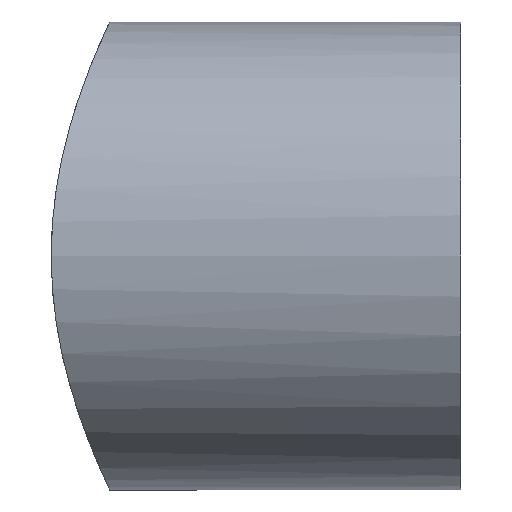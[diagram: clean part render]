
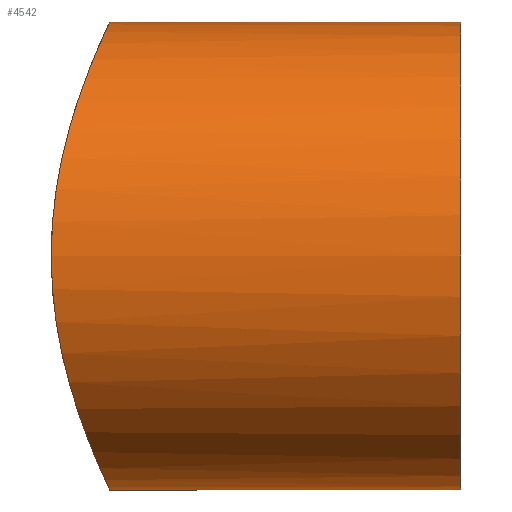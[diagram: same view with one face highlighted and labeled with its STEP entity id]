
A CAD part, left-side view. The second image highlights one B-rep face of the part: STEP entity #4542.
In plain terms, the highlighted cylindrical face has radius 10 mm (diameter 20 mm), a partial arc.
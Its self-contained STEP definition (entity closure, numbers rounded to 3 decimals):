
#49 = DIRECTION ( 'NONE',  ( 0., -1., 0. ) ) ;
#74 = CARTESIAN_POINT ( 'NONE',  ( 0., 36.2, -10. ) ) ;
#443 = EDGE_CURVE ( 'NONE', #9220, #6473, #7769, .T. ) ;
#585 = CARTESIAN_POINT ( 'NONE',  ( -9.984, 17.498, -0.653 ) ) ;
#670 = CARTESIAN_POINT ( 'NONE',  ( -0.331, 15., 10. ) ) ;
#684 = CARTESIAN_POINT ( 'NONE',  ( 0., 36.2, 0. ) ) ;
#704 = CARTESIAN_POINT ( 'NONE',  ( -9.917, 17.462, 1.329 ) ) ;
#748 = CARTESIAN_POINT ( 'NONE',  ( -4.465, 15.474, 8.954 ) ) ;
#1196 = EDGE_CURVE ( 'NONE', #1789, #6473, #8884, .T. ) ;
#1324 = B_SPLINE_CURVE_WITH_KNOTS ( 'NONE', 3,
 ( #3356, #670, #7022, #9616, #9652, #6034, #8721, #11515, #748, #10537, #11550, #1584, #6983, #6076, #6151, #3280, #7778, #2506, #8788, #10645, #9738, #4222, #7856, #4181, #704, #10491, #5152, #585, #6941, #10609, #4263, #9702, #11470, #8753, #3428, #7818, #2466, #4346, #1507, #7060, #2398, #1615, #2430, #11429, #5192, #4307, #6113, #7889, #3392 ),
 .UNSPECIFIED., .F., .F.,
 ( 4, 2, 2, 2, 2, 2, 2, 2, 2, 2, 2, 2, 2, 1, 2, 2, 2, 2, 2, 2, 2, 2, 2, 2, 4 ),
 ( 0.032, 0.033, 0.034, 0.036, 0.037, 0.038, 0.039, 0.04, 0.042, 0.043, 0.044, 0.046, 0.047, 0.048, 0.049, 0.05, 0.052, 0.053, 0.054, 0.056, 0.057, 0.058, 0.059, 0.061, 0.063 ),
 .UNSPECIFIED. ) ;
#1507 = CARTESIAN_POINT ( 'NONE',  ( -6.618, 16.053, -7.525 ) ) ;
#1524 = ORIENTED_EDGE ( 'NONE', *, *, #443, .F. ) ;
#1584 = CARTESIAN_POINT ( 'NONE',  ( -5.852, 15.822, 8.116 ) ) ;
#1615 = CARTESIAN_POINT ( 'NONE',  ( -5.041, 15.606, -8.643 ) ) ;
#1789 = VERTEX_POINT ( 'NONE', #5093 ) ;
#2398 = CARTESIAN_POINT ( 'NONE',  ( -5.318, 15.676, -8.475 ) ) ;
#2430 = CARTESIAN_POINT ( 'NONE',  ( -4.466, 15.474, -8.953 ) ) ;
#2466 = CARTESIAN_POINT ( 'NONE',  ( -7.945, 16.541, -6.107 ) ) ;
#2506 = CARTESIAN_POINT ( 'NONE',  ( -8.482, 16.77, 5.306 ) ) ;
#3280 = CARTESIAN_POINT ( 'NONE',  ( -7.535, 16.378, 6.606 ) ) ;
#3288 = CARTESIAN_POINT ( 'NONE',  ( 0., 0., 10. ) ) ;
#3356 = CARTESIAN_POINT ( 'NONE',  ( 0., 15., 10. ) ) ;
#3392 = CARTESIAN_POINT ( 'NONE',  ( 0., 15., -10. ) ) ;
#3428 = CARTESIAN_POINT ( 'NONE',  ( -8.652, 16.845, -5.026 ) ) ;
#3913 = DIRECTION ( 'NONE',  ( 0., 0., 1. ) ) ;
#3945 = EDGE_LOOP ( 'NONE', ( #1524, #4741, #6916, #7695 ) ) ;
#4181 = CARTESIAN_POINT ( 'NONE',  ( -9.867, 17.436, 1.661 ) ) ;
#4222 = CARTESIAN_POINT ( 'NONE',  ( -9.477, 17.234, 3.258 ) ) ;
#4263 = CARTESIAN_POINT ( 'NONE',  ( -9.673, 17.335, -2.622 ) ) ;
#4278 = LINE ( 'NONE', #74, #5415 ) ;
#4307 = CARTESIAN_POINT ( 'NONE',  ( -2.636, 15.155, -9.669 ) ) ;
#4346 = CARTESIAN_POINT ( 'NONE',  ( -7.535, 16.378, -6.606 ) ) ;
#4450 = CARTESIAN_POINT ( 'NONE',  ( 0., 36.2, 10. ) ) ;
#4542 = ADVANCED_FACE ( 'NONE', ( #6758 ), #4895, .T. ) ;
#4741 = ORIENTED_EDGE ( 'NONE', *, *, #5914, .T. ) ;
#4895 = CYLINDRICAL_SURFACE ( 'NONE', #10684, 10. ) ;
#5093 = CARTESIAN_POINT ( 'NONE',  ( 0., 0., -10. ) ) ;
#5152 = CARTESIAN_POINT ( 'NONE',  ( -10.016, 17.515, 0.008 ) ) ;
#5192 = CARTESIAN_POINT ( 'NONE',  ( -3.261, 15.243, -9.476 ) ) ;
#5415 = VECTOR ( 'NONE', #11710, 1000. ) ;
#5729 = CARTESIAN_POINT ( 'NONE',  ( 0., 0., 0. ) ) ;
#5914 = EDGE_CURVE ( 'NONE', #9220, #10197, #1324, .T. ) ;
#6034 = CARTESIAN_POINT ( 'NONE',  ( -2.629, 15.154, 9.671 ) ) ;
#6076 = CARTESIAN_POINT ( 'NONE',  ( -6.611, 16.055, 7.51 ) ) ;
#6113 = CARTESIAN_POINT ( 'NONE',  ( -1.344, 15.033, -9.931 ) ) ;
#6151 = CARTESIAN_POINT ( 'NONE',  ( -6.852, 16.136, 7.291 ) ) ;
#6473 = VERTEX_POINT ( 'NONE', #3288 ) ;
#6479 = CARTESIAN_POINT ( 'NONE',  ( 0., 15., -10. ) ) ;
#6650 = DIRECTION ( 'NONE',  ( 0., 1., 0. ) ) ;
#6758 = FACE_OUTER_BOUND ( 'NONE', #3945, .T. ) ;
#6916 = ORIENTED_EDGE ( 'NONE', *, *, #9146, .T. ) ;
#6941 = CARTESIAN_POINT ( 'NONE',  ( -9.919, 17.464, -1.312 ) ) ;
#6983 = CARTESIAN_POINT ( 'NONE',  ( -6.111, 15.898, 7.922 ) ) ;
#7022 = CARTESIAN_POINT ( 'NONE',  ( -0.662, 15.008, 9.984 ) ) ;
#7060 = CARTESIAN_POINT ( 'NONE',  ( -6.121, 15.895, -7.934 ) ) ;
#7402 = CARTESIAN_POINT ( 'NONE',  ( 0., 15., 10. ) ) ;
#7695 = ORIENTED_EDGE ( 'NONE', *, *, #1196, .T. ) ;
#7769 = LINE ( 'NONE', #4450, #8468 ) ;
#7778 = CARTESIAN_POINT ( 'NONE',  ( -7.943, 16.54, 6.11 ) ) ;
#7818 = CARTESIAN_POINT ( 'NONE',  ( -8.484, 16.771, -5.303 ) ) ;
#7856 = CARTESIAN_POINT ( 'NONE',  ( -9.669, 17.333, 2.635 ) ) ;
#7889 = CARTESIAN_POINT ( 'NONE',  ( -0.671, 15., -10. ) ) ;
#8468 = VECTOR ( 'NONE', #49, 1000. ) ;
#8721 = CARTESIAN_POINT ( 'NONE',  ( -3.257, 15.243, 9.478 ) ) ;
#8753 = CARTESIAN_POINT ( 'NONE',  ( -8.961, 16.986, -4.451 ) ) ;
#8788 = CARTESIAN_POINT ( 'NONE',  ( -8.651, 16.845, 5.027 ) ) ;
#8884 = CIRCLE ( 'NONE', #10734, 10. ) ;
#9146 = EDGE_CURVE ( 'NONE', #10197, #1789, #4278, .T. ) ;
#9220 = VERTEX_POINT ( 'NONE', #7402 ) ;
#9616 = CARTESIAN_POINT ( 'NONE',  ( -1.327, 15.039, 9.917 ) ) ;
#9652 = CARTESIAN_POINT ( 'NONE',  ( -1.658, 15.062, 9.867 ) ) ;
#9702 = CARTESIAN_POINT ( 'NONE',  ( -9.48, 17.236, -3.248 ) ) ;
#9738 = CARTESIAN_POINT ( 'NONE',  ( -9.101, 17.052, 4.157 ) ) ;
#10197 = VERTEX_POINT ( 'NONE', #6479 ) ;
#10491 = CARTESIAN_POINT ( 'NONE',  ( -9.983, 17.498, 0.668 ) ) ;
#10537 = CARTESIAN_POINT ( 'NONE',  ( -5.038, 15.605, 8.644 ) ) ;
#10609 = CARTESIAN_POINT ( 'NONE',  ( -9.869, 17.437, -1.644 ) ) ;
#10627 = DIRECTION ( 'NONE',  ( 0., -1., 0. ) ) ;
#10645 = CARTESIAN_POINT ( 'NONE',  ( -8.961, 16.986, 4.451 ) ) ;
#10684 = AXIS2_PLACEMENT_3D ( 'NONE', #684, #10627, #10975 ) ;
#10734 = AXIS2_PLACEMENT_3D ( 'NONE', #5729, #6650, #3913 ) ;
#10975 = DIRECTION ( 'NONE',  ( 0., 0., -1. ) ) ;
#11429 = CARTESIAN_POINT ( 'NONE',  ( -4.168, 15.411, -9.096 ) ) ;
#11470 = CARTESIAN_POINT ( 'NONE',  ( -9.103, 17.053, -4.153 ) ) ;
#11515 = CARTESIAN_POINT ( 'NONE',  ( -4.168, 15.411, 9.096 ) ) ;
#11550 = CARTESIAN_POINT ( 'NONE',  ( -5.316, 15.675, 8.476 ) ) ;
#11710 = DIRECTION ( 'NONE',  ( 0., -1., 0. ) ) ;
